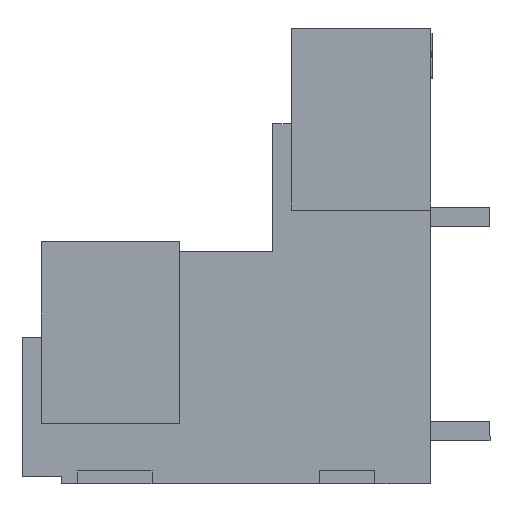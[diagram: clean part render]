
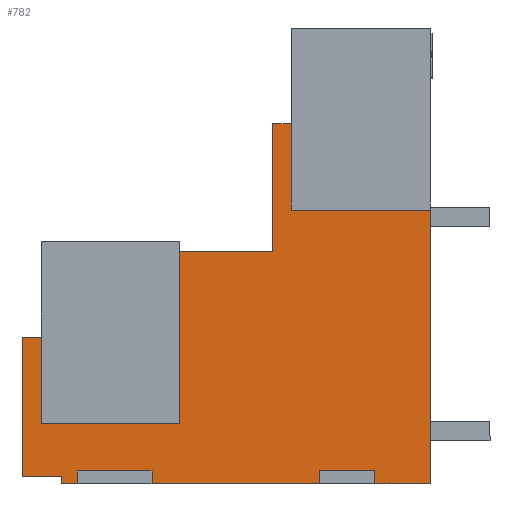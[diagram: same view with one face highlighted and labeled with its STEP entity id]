
A CAD part, left-side view. The second image highlights one B-rep face of the part: STEP entity #782.
In plain terms, the highlighted planar face has unit normal (-1, 0, 0).
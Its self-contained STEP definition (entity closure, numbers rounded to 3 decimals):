
#625=AXIS2_PLACEMENT_3D('Plane Axis2P3D',#622,#623,#624) ;
#108=CARTESIAN_POINT('Vertex',(0.7,16.725,3.25)) ;
#111=CARTESIAN_POINT('Line Origine',(0.7,16.725,7.875)) ;
#115=CARTESIAN_POINT('Vertex',(0.7,16.725,12.5)) ;
#371=CARTESIAN_POINT('Line Origine',(0.7,24.175,5.575)) ;
#375=CARTESIAN_POINT('Vertex',(0.7,24.175,7.9)) ;
#377=CARTESIAN_POINT('Vertex',(0.7,24.175,3.25)) ;
#610=CARTESIAN_POINT('Line Origine',(0.7,20.45,3.25)) ;
#622=CARTESIAN_POINT('Axis2P3D Location',(0.7,3.2,0.4)) ;
#627=CARTESIAN_POINT('Line Origine',(0.7,13.7,0.)) ;
#631=CARTESIAN_POINT('Vertex',(0.7,18.2,0.)) ;
#633=CARTESIAN_POINT('Vertex',(0.7,9.2,0.)) ;
#636=CARTESIAN_POINT('Line Origine',(0.7,9.2,0.35)) ;
#640=CARTESIAN_POINT('Vertex',(0.7,9.2,0.7)) ;
#643=CARTESIAN_POINT('Line Origine',(0.7,7.7,0.7)) ;
#647=CARTESIAN_POINT('Vertex',(0.7,6.2,0.7)) ;
#650=CARTESIAN_POINT('Line Origine',(0.7,6.2,0.35)) ;
#654=CARTESIAN_POINT('Vertex',(0.7,6.2,0.)) ;
#657=CARTESIAN_POINT('Line Origine',(0.7,4.7,0.)) ;
#661=CARTESIAN_POINT('Vertex',(0.7,3.2,0.)) ;
#664=CARTESIAN_POINT('Line Origine',(0.7,3.2,7.375)) ;
#668=CARTESIAN_POINT('Vertex',(0.7,3.2,14.75)) ;
#671=CARTESIAN_POINT('Line Origine',(0.7,6.95,14.75)) ;
#675=CARTESIAN_POINT('Vertex',(0.7,10.7,14.75)) ;
#678=CARTESIAN_POINT('Line Origine',(0.7,10.7,17.075)) ;
#682=CARTESIAN_POINT('Vertex',(0.7,10.7,19.4)) ;
#685=CARTESIAN_POINT('Line Origine',(0.7,11.2,19.4)) ;
#689=CARTESIAN_POINT('Vertex',(0.7,11.7,19.4)) ;
#692=CARTESIAN_POINT('Line Origine',(0.7,11.7,15.95)) ;
#696=CARTESIAN_POINT('Vertex',(0.7,11.7,12.5)) ;
#699=CARTESIAN_POINT('Line Origine',(0.7,14.213,12.5)) ;
#704=CARTESIAN_POINT('Line Origine',(0.7,24.688,7.9)) ;
#708=CARTESIAN_POINT('Vertex',(0.7,25.2,7.9)) ;
#711=CARTESIAN_POINT('Line Origine',(0.7,25.2,4.15)) ;
#715=CARTESIAN_POINT('Vertex',(0.7,25.2,0.4)) ;
#718=CARTESIAN_POINT('Line Origine',(0.7,24.145,0.4)) ;
#722=CARTESIAN_POINT('Vertex',(0.7,23.09,0.4)) ;
#725=CARTESIAN_POINT('Line Origine',(0.7,23.09,0.2)) ;
#729=CARTESIAN_POINT('Vertex',(0.7,23.09,0.)) ;
#732=CARTESIAN_POINT('Line Origine',(0.7,22.645,0.)) ;
#736=CARTESIAN_POINT('Vertex',(0.7,22.2,0.)) ;
#739=CARTESIAN_POINT('Line Origine',(0.7,22.2,0.35)) ;
#743=CARTESIAN_POINT('Vertex',(0.7,22.2,0.7)) ;
#746=CARTESIAN_POINT('Line Origine',(0.7,20.2,0.7)) ;
#750=CARTESIAN_POINT('Vertex',(0.7,18.2,0.7)) ;
#753=CARTESIAN_POINT('Line Origine',(0.7,18.2,0.35)) ;
#112=DIRECTION('Vector Direction',(0.,0.,-1.)) ;
#372=DIRECTION('Vector Direction',(0.,0.,-1.)) ;
#611=DIRECTION('Vector Direction',(0.,-1.,0.)) ;
#623=DIRECTION('Axis2P3D Direction',(-1.,0.,0.)) ;
#624=DIRECTION('Axis2P3D XDirection',(0.,0.,-1.)) ;
#628=DIRECTION('Vector Direction',(0.,-1.,0.)) ;
#637=DIRECTION('Vector Direction',(0.,0.,1.)) ;
#644=DIRECTION('Vector Direction',(0.,1.,0.)) ;
#651=DIRECTION('Vector Direction',(0.,0.,1.)) ;
#658=DIRECTION('Vector Direction',(0.,-1.,0.)) ;
#665=DIRECTION('Vector Direction',(0.,0.,1.)) ;
#672=DIRECTION('Vector Direction',(0.,-1.,0.)) ;
#679=DIRECTION('Vector Direction',(0.,0.,-1.)) ;
#686=DIRECTION('Vector Direction',(0.,1.,0.)) ;
#693=DIRECTION('Vector Direction',(0.,0.,-1.)) ;
#700=DIRECTION('Vector Direction',(0.,1.,0.)) ;
#705=DIRECTION('Vector Direction',(0.,1.,0.)) ;
#712=DIRECTION('Vector Direction',(0.,0.,1.)) ;
#719=DIRECTION('Vector Direction',(0.,1.,0.)) ;
#726=DIRECTION('Vector Direction',(0.,0.,1.)) ;
#733=DIRECTION('Vector Direction',(0.,-1.,0.)) ;
#740=DIRECTION('Vector Direction',(0.,0.,1.)) ;
#747=DIRECTION('Vector Direction',(0.,1.,0.)) ;
#754=DIRECTION('Vector Direction',(0.,0.,1.)) ;
#113=VECTOR('Line Direction',#112,1.) ;
#373=VECTOR('Line Direction',#372,1.) ;
#612=VECTOR('Line Direction',#611,1.) ;
#629=VECTOR('Line Direction',#628,1.) ;
#638=VECTOR('Line Direction',#637,1.) ;
#645=VECTOR('Line Direction',#644,1.) ;
#652=VECTOR('Line Direction',#651,1.) ;
#659=VECTOR('Line Direction',#658,1.) ;
#666=VECTOR('Line Direction',#665,1.) ;
#673=VECTOR('Line Direction',#672,1.) ;
#680=VECTOR('Line Direction',#679,1.) ;
#687=VECTOR('Line Direction',#686,1.) ;
#694=VECTOR('Line Direction',#693,1.) ;
#701=VECTOR('Line Direction',#700,1.) ;
#706=VECTOR('Line Direction',#705,1.) ;
#713=VECTOR('Line Direction',#712,1.) ;
#720=VECTOR('Line Direction',#719,1.) ;
#727=VECTOR('Line Direction',#726,1.) ;
#734=VECTOR('Line Direction',#733,1.) ;
#741=VECTOR('Line Direction',#740,1.) ;
#748=VECTOR('Line Direction',#747,1.) ;
#755=VECTOR('Line Direction',#754,1.) ;
#759=ORIENTED_EDGE('',*,*,#635,.T.) ;
#760=ORIENTED_EDGE('',*,*,#642,.T.) ;
#761=ORIENTED_EDGE('',*,*,#649,.F.) ;
#762=ORIENTED_EDGE('',*,*,#656,.F.) ;
#763=ORIENTED_EDGE('',*,*,#663,.T.) ;
#764=ORIENTED_EDGE('',*,*,#670,.T.) ;
#765=ORIENTED_EDGE('',*,*,#677,.F.) ;
#766=ORIENTED_EDGE('',*,*,#684,.F.) ;
#767=ORIENTED_EDGE('',*,*,#691,.T.) ;
#768=ORIENTED_EDGE('',*,*,#698,.T.) ;
#769=ORIENTED_EDGE('',*,*,#703,.T.) ;
#770=ORIENTED_EDGE('',*,*,#117,.T.) ;
#771=ORIENTED_EDGE('',*,*,#614,.F.) ;
#772=ORIENTED_EDGE('',*,*,#379,.F.) ;
#773=ORIENTED_EDGE('',*,*,#710,.T.) ;
#774=ORIENTED_EDGE('',*,*,#717,.F.) ;
#775=ORIENTED_EDGE('',*,*,#724,.F.) ;
#776=ORIENTED_EDGE('',*,*,#731,.F.) ;
#777=ORIENTED_EDGE('',*,*,#738,.T.) ;
#778=ORIENTED_EDGE('',*,*,#745,.T.) ;
#779=ORIENTED_EDGE('',*,*,#752,.F.) ;
#780=ORIENTED_EDGE('',*,*,#757,.F.) ;
#782=ADVANCED_FACE('HOUSING',(#781),#626,.T.) ;
#117=EDGE_CURVE('',#116,#109,#114,.T.) ;
#379=EDGE_CURVE('',#376,#378,#374,.T.) ;
#614=EDGE_CURVE('',#378,#109,#613,.T.) ;
#635=EDGE_CURVE('',#632,#634,#630,.T.) ;
#642=EDGE_CURVE('',#634,#641,#639,.T.) ;
#649=EDGE_CURVE('',#648,#641,#646,.T.) ;
#656=EDGE_CURVE('',#655,#648,#653,.T.) ;
#663=EDGE_CURVE('',#655,#662,#660,.T.) ;
#670=EDGE_CURVE('',#662,#669,#667,.T.) ;
#677=EDGE_CURVE('',#676,#669,#674,.T.) ;
#684=EDGE_CURVE('',#683,#676,#681,.T.) ;
#691=EDGE_CURVE('',#683,#690,#688,.T.) ;
#698=EDGE_CURVE('',#690,#697,#695,.T.) ;
#703=EDGE_CURVE('',#697,#116,#702,.T.) ;
#710=EDGE_CURVE('',#376,#709,#707,.T.) ;
#717=EDGE_CURVE('',#716,#709,#714,.T.) ;
#724=EDGE_CURVE('',#723,#716,#721,.T.) ;
#731=EDGE_CURVE('',#730,#723,#728,.T.) ;
#738=EDGE_CURVE('',#730,#737,#735,.T.) ;
#745=EDGE_CURVE('',#737,#744,#742,.T.) ;
#752=EDGE_CURVE('',#751,#744,#749,.T.) ;
#757=EDGE_CURVE('',#632,#751,#756,.T.) ;
#758=EDGE_LOOP('',(#759,#760,#761,#762,#763,#764,#765,#766,#767,#768,#769,#770,#771,#772,#773,#774,#775,#776,#777,#778,#779,#780)) ;
#781=FACE_OUTER_BOUND('',#758,.T.) ;
#114=LINE('Line',#111,#113) ;
#374=LINE('Line',#371,#373) ;
#613=LINE('Line',#610,#612) ;
#630=LINE('Line',#627,#629) ;
#639=LINE('Line',#636,#638) ;
#646=LINE('Line',#643,#645) ;
#653=LINE('Line',#650,#652) ;
#660=LINE('Line',#657,#659) ;
#667=LINE('Line',#664,#666) ;
#674=LINE('Line',#671,#673) ;
#681=LINE('Line',#678,#680) ;
#688=LINE('Line',#685,#687) ;
#695=LINE('Line',#692,#694) ;
#702=LINE('Line',#699,#701) ;
#707=LINE('Line',#704,#706) ;
#714=LINE('Line',#711,#713) ;
#721=LINE('Line',#718,#720) ;
#728=LINE('Line',#725,#727) ;
#735=LINE('Line',#732,#734) ;
#742=LINE('Line',#739,#741) ;
#749=LINE('Line',#746,#748) ;
#756=LINE('Line',#753,#755) ;
#626=PLANE('',#625) ;
#109=VERTEX_POINT('',#108) ;
#116=VERTEX_POINT('',#115) ;
#376=VERTEX_POINT('',#375) ;
#378=VERTEX_POINT('',#377) ;
#632=VERTEX_POINT('',#631) ;
#634=VERTEX_POINT('',#633) ;
#641=VERTEX_POINT('',#640) ;
#648=VERTEX_POINT('',#647) ;
#655=VERTEX_POINT('',#654) ;
#662=VERTEX_POINT('',#661) ;
#669=VERTEX_POINT('',#668) ;
#676=VERTEX_POINT('',#675) ;
#683=VERTEX_POINT('',#682) ;
#690=VERTEX_POINT('',#689) ;
#697=VERTEX_POINT('',#696) ;
#709=VERTEX_POINT('',#708) ;
#716=VERTEX_POINT('',#715) ;
#723=VERTEX_POINT('',#722) ;
#730=VERTEX_POINT('',#729) ;
#737=VERTEX_POINT('',#736) ;
#744=VERTEX_POINT('',#743) ;
#751=VERTEX_POINT('',#750) ;
